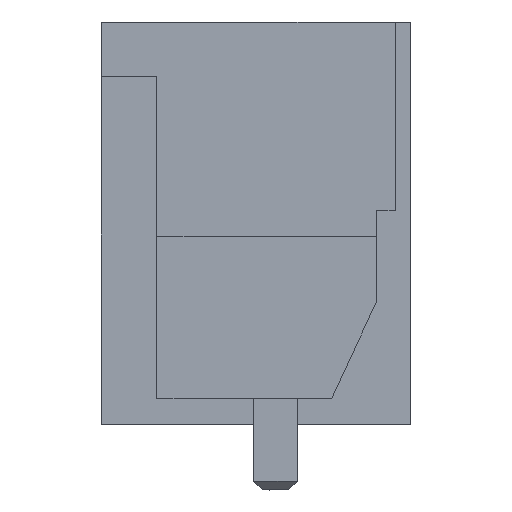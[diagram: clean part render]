
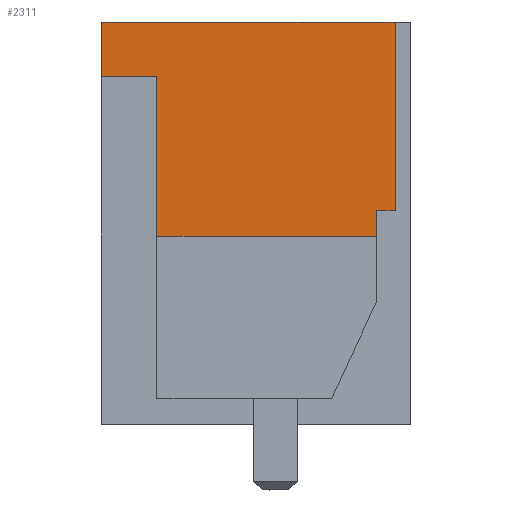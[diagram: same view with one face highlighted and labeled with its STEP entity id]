
A CAD part, left-side view. The second image highlights one B-rep face of the part: STEP entity #2311.
In plain terms, the highlighted planar face has unit normal (-1, 0, 0).
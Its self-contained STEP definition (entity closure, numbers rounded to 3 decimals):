
#2259=AXIS2_PLACEMENT_3D('Plane Axis2P3D',#2256,#2257,#2258) ;
#999=CARTESIAN_POINT('Vertex',(0.,7.07,12.4)) ;
#1002=CARTESIAN_POINT('Line Origine',(0.,3.71,12.4)) ;
#1006=CARTESIAN_POINT('Vertex',(0.,0.35,12.4)) ;
#2194=CARTESIAN_POINT('Vertex',(0.,7.07,11.15)) ;
#2197=CARTESIAN_POINT('Line Origine',(0.,7.07,11.775)) ;
#2256=CARTESIAN_POINT('Axis2P3D Location',(0.,0.,0.)) ;
#2261=CARTESIAN_POINT('Line Origine',(0.,0.78,7.8)) ;
#2265=CARTESIAN_POINT('Vertex',(0.,0.78,7.5)) ;
#2267=CARTESIAN_POINT('Vertex',(0.,0.78,8.1)) ;
#2270=CARTESIAN_POINT('Line Origine',(0.,0.565,8.1)) ;
#2274=CARTESIAN_POINT('Vertex',(0.,0.35,8.1)) ;
#2277=CARTESIAN_POINT('Line Origine',(0.,0.35,10.25)) ;
#2282=CARTESIAN_POINT('Line Origine',(0.,6.435,11.15)) ;
#2286=CARTESIAN_POINT('Vertex',(0.,5.8,11.15)) ;
#2289=CARTESIAN_POINT('Line Origine',(0.,5.8,9.325)) ;
#2293=CARTESIAN_POINT('Vertex',(0.,5.8,7.5)) ;
#2296=CARTESIAN_POINT('Line Origine',(0.,3.29,7.5)) ;
#1003=DIRECTION('Vector Direction',(0.,-1.,0.)) ;
#2198=DIRECTION('Vector Direction',(0.,0.,1.)) ;
#2257=DIRECTION('Axis2P3D Direction',(-1.,0.,0.)) ;
#2258=DIRECTION('Axis2P3D XDirection',(0.,0.,1.)) ;
#2262=DIRECTION('Vector Direction',(0.,0.,-1.)) ;
#2271=DIRECTION('Vector Direction',(0.,1.,0.)) ;
#2278=DIRECTION('Vector Direction',(0.,0.,-1.)) ;
#2283=DIRECTION('Vector Direction',(0.,1.,0.)) ;
#2290=DIRECTION('Vector Direction',(0.,0.,1.)) ;
#2297=DIRECTION('Vector Direction',(0.,-1.,0.)) ;
#1004=VECTOR('Line Direction',#1003,1.) ;
#2199=VECTOR('Line Direction',#2198,1.) ;
#2263=VECTOR('Line Direction',#2262,1.) ;
#2272=VECTOR('Line Direction',#2271,1.) ;
#2279=VECTOR('Line Direction',#2278,1.) ;
#2284=VECTOR('Line Direction',#2283,1.) ;
#2291=VECTOR('Line Direction',#2290,1.) ;
#2298=VECTOR('Line Direction',#2297,1.) ;
#2302=ORIENTED_EDGE('',*,*,#2269,.T.) ;
#2303=ORIENTED_EDGE('',*,*,#2276,.T.) ;
#2304=ORIENTED_EDGE('',*,*,#2281,.T.) ;
#2305=ORIENTED_EDGE('',*,*,#1008,.T.) ;
#2306=ORIENTED_EDGE('',*,*,#2201,.T.) ;
#2307=ORIENTED_EDGE('',*,*,#2288,.T.) ;
#2308=ORIENTED_EDGE('',*,*,#2295,.T.) ;
#2309=ORIENTED_EDGE('',*,*,#2300,.T.) ;
#2311=ADVANCED_FACE('HOUSING',(#2310),#2260,.T.) ;
#1008=EDGE_CURVE('',#1007,#1000,#1005,.F.) ;
#2201=EDGE_CURVE('',#1000,#2195,#2200,.F.) ;
#2269=EDGE_CURVE('',#2266,#2268,#2264,.F.) ;
#2276=EDGE_CURVE('',#2268,#2275,#2273,.F.) ;
#2281=EDGE_CURVE('',#2275,#1007,#2280,.F.) ;
#2288=EDGE_CURVE('',#2195,#2287,#2285,.F.) ;
#2295=EDGE_CURVE('',#2287,#2294,#2292,.F.) ;
#2300=EDGE_CURVE('',#2294,#2266,#2299,.T.) ;
#2301=EDGE_LOOP('',(#2302,#2303,#2304,#2305,#2306,#2307,#2308,#2309)) ;
#2310=FACE_OUTER_BOUND('',#2301,.T.) ;
#1005=LINE('Line',#1002,#1004) ;
#2200=LINE('Line',#2197,#2199) ;
#2264=LINE('Line',#2261,#2263) ;
#2273=LINE('Line',#2270,#2272) ;
#2280=LINE('Line',#2277,#2279) ;
#2285=LINE('Line',#2282,#2284) ;
#2292=LINE('Line',#2289,#2291) ;
#2299=LINE('Line',#2296,#2298) ;
#2260=PLANE('',#2259) ;
#1000=VERTEX_POINT('',#999) ;
#1007=VERTEX_POINT('',#1006) ;
#2195=VERTEX_POINT('',#2194) ;
#2266=VERTEX_POINT('',#2265) ;
#2268=VERTEX_POINT('',#2267) ;
#2275=VERTEX_POINT('',#2274) ;
#2287=VERTEX_POINT('',#2286) ;
#2294=VERTEX_POINT('',#2293) ;
